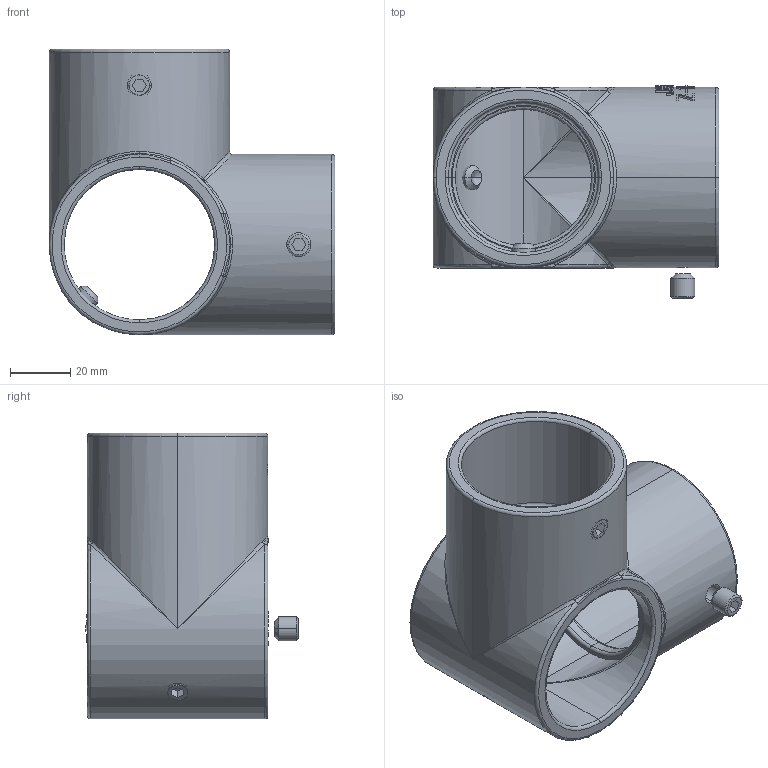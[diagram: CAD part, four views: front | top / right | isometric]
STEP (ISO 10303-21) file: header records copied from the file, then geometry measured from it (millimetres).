
FILE_DESCRIPTION (( 'STEP AP214' ), '1' );
FILE_NAME ('Z-1-3K.STEP', '2015-11-22T12:55:33', ( 'user' ), ( 'Hewlett-Packard Company' ), 'SwSTEP 2.0', 'SolidWorks 2014', '' );
FILE_SCHEMA (( 'AUTOMOTIVE_DESIGN' ));
Length unit declared in the file: millimetre
Products named in the file (3): hexagon socket set screw cup point_jis_JIS B 1177 Cup point M8 x 8 --N; part_Z-1-3K; Z-1-3K
Assembly tree (4 placements, depth 2):
  Z-1-3K
    part_Z-1-3K
    hexagon socket set screw cup point_jis_JIS B 1177 Cup point M8 x 8 --N  x3
Bounding box: 95 x 70.5 x 95 mm (x, y, z)
Volume: 105290.7 mm3; surface area: 45366.8 mm2
Topology: 4 solids, 4 shells, 327 faces, 822 edges, 502 vertices
Faces by surface type: plane 120, bspline 104, cylinder 53, torus 28, cone 18, sphere 4
Entity records: 13500 total; most frequent: CARTESIAN_POINT 7044, ORIENTED_EDGE 1464, DIRECTION 1059, EDGE_CURVE 732, VERTEX_POINT 460, AXIS2_PLACEMENT_3D 401, EDGE_LOOP 326, ADVANCED_FACE 295
